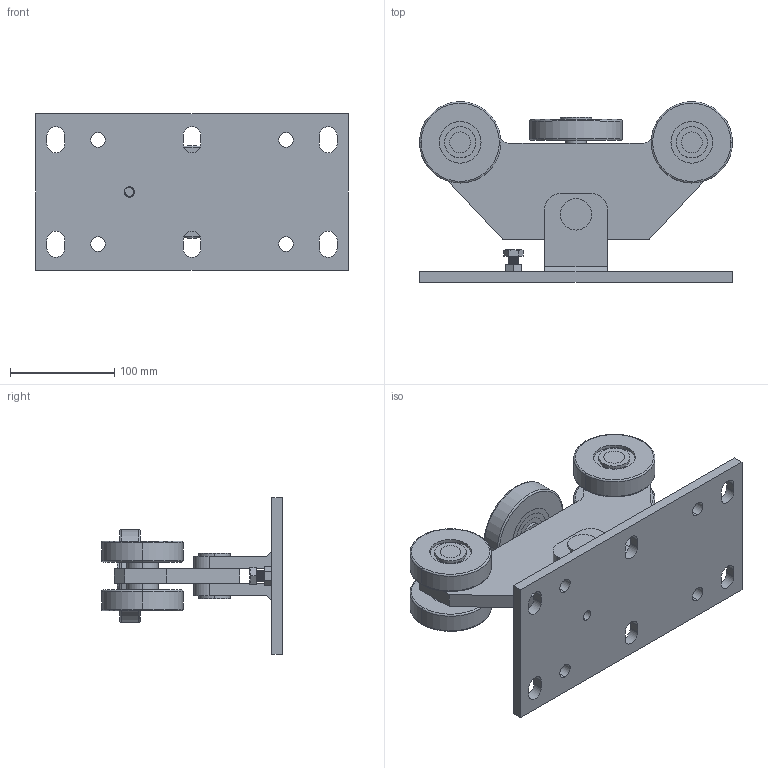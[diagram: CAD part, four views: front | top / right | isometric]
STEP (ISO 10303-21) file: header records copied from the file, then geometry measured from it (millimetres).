
FILE_DESCRIPTION (( 'STEP AP214' ), '1' );
FILE_NAME ('05451-Support Wheels 78mm 600kg Load.STEP', '2018-12-03T00:30:26', ( '' ), ( '' ), 'SwSTEP 2.0', 'SolidWorks 2018', '' );
FILE_SCHEMA (( 'AUTOMOTIVE_DESIGN' ));
Length unit declared in the file: millimetre
Products named in the file (5): 5451 wheels; 5451 base; 05451-Support Wheels 78mm 600kg Load
Assembly tree (2 placements, depth 2):
  05451-Support Wheels 78mm 600kg Load
    5451 base
    5451 wheels
  5451 wheels
  5451 base
Bounding box: 300 x 173.1 x 150 mm (x, y, z)
Volume: 1380108.4 mm3; surface area: 317006.8 mm2
Topology: 24 solids, 24 shells, 546 faces, 1362 edges, 898 vertices
Faces by surface type: plane 276, cylinder 147, bspline 97, torus 20, cone 6
Entity records: 24342 total; most frequent: CARTESIAN_POINT 11348, ORIENTED_EDGE 2724, DIRECTION 2326, EDGE_CURVE 1362, VERTEX_POINT 898, LINE 808, VECTOR 808, AXIS2_PLACEMENT_3D 759
